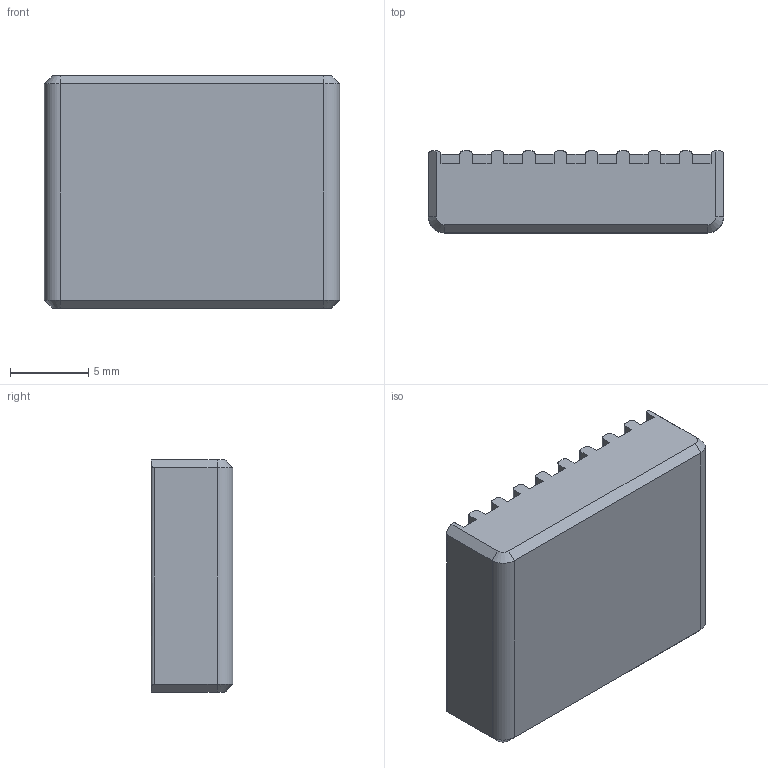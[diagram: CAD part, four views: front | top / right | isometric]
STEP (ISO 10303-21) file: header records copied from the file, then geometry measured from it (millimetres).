
FILE_DESCRIPTION (( 'STEP AP203' ), '1' );
FILE_NAME ('同步带固定片（2件）.STEP', '2021-09-03T10:33:14', ( '' ), ( '' ), 'SwSTEP 2.0', 'SolidWorks 2018', '' );
FILE_SCHEMA (( 'CONFIG_CONTROL_DESIGN' ));
Length unit declared in the file: millimetre
Products named in the file (1): 肮祭湍嘐隅えㄗ2璃ㄘ
Bounding box: 18.8 x 5.2 x 14.8 mm (x, y, z)
Volume: 1309.6 mm3; surface area: 1047.3 mm2
Topology: 1 solids, 1 shells, 128 faces, 334 edges, 208 vertices
Faces by surface type: plane 102, cylinder 22, cone 4
Entity records: 3907 total; most frequent: CARTESIAN_POINT 683, ORIENTED_EDGE 668, DIRECTION 632, EDGE_CURVE 334, LINE 286, VECTOR 286, VERTEX_POINT 208, AXIS2_PLACEMENT_3D 173
